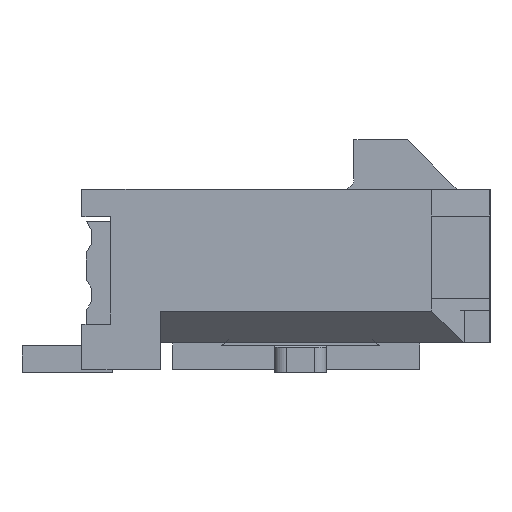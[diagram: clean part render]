
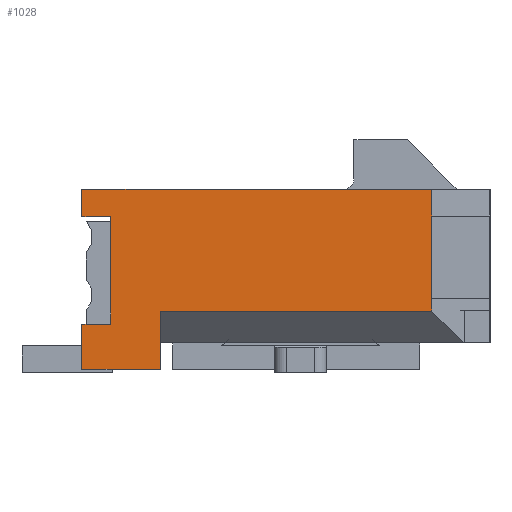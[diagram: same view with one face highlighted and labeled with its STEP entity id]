
A CAD part, left-side view. The second image highlights one B-rep face of the part: STEP entity #1028.
In plain terms, the highlighted planar face has unit normal (-1, 0, 0).
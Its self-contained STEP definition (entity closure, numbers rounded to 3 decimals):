
#1028 = ADVANCED_FACE( '', ( #1993 ), #1994, .T. );
#1993 = FACE_OUTER_BOUND( '', #2915, .T. );
#1994 = PLANE( '', #2916 );
#2915 = EDGE_LOOP( '', ( #5746, #5747, #5748, #5749, #5750, #5751, #5752, #5753, #5754, #5755, #5756, #5757 ) );
#2916 = AXIS2_PLACEMENT_3D( '', #5758, #5759, #5760 );
#5746 = ORIENTED_EDGE( '', *, *, #6777, .T. );
#5747 = ORIENTED_EDGE( '', *, *, #5890, .T. );
#5748 = ORIENTED_EDGE( '', *, *, #6586, .T. );
#5749 = ORIENTED_EDGE( '', *, *, #6889, .T. );
#5750 = ORIENTED_EDGE( '', *, *, #6766, .F. );
#5751 = ORIENTED_EDGE( '', *, *, #6536, .T. );
#5752 = ORIENTED_EDGE( '', *, *, #6907, .F. );
#5753 = ORIENTED_EDGE( '', *, *, #6785, .F. );
#5754 = ORIENTED_EDGE( '', *, *, #5990, .F. );
#5755 = ORIENTED_EDGE( '', *, *, #6843, .T. );
#5756 = ORIENTED_EDGE( '', *, *, #6597, .T. );
#5757 = ORIENTED_EDGE( '', *, *, #6699, .T. );
#5758 = CARTESIAN_POINT( '', ( -12.325, 0., 0. ) );
#5759 = DIRECTION( '', ( -1., 0., 0. ) );
#5760 = DIRECTION( '', ( 0., 0., 1. ) );
#5890 = EDGE_CURVE( '', #7095, #7100, #7102, .T. );
#5990 = EDGE_CURVE( '', #7274, #7275, #7276, .T. );
#6536 = EDGE_CURVE( '', #8131, #8129, #8132, .T. );
#6586 = EDGE_CURVE( '', #7100, #8197, #8198, .T. );
#6597 = EDGE_CURVE( '', #8215, #8213, #8216, .T. );
#6699 = EDGE_CURVE( '', #8213, #8346, #8348, .T. );
#6766 = EDGE_CURVE( '', #8131, #8430, #8431, .T. );
#6777 = EDGE_CURVE( '', #8346, #7095, #8443, .T. );
#6785 = EDGE_CURVE( '', #7275, #7824, #8451, .T. );
#6843 = EDGE_CURVE( '', #7274, #8215, #8518, .T. );
#6889 = EDGE_CURVE( '', #8197, #8430, #8567, .T. );
#6907 = EDGE_CURVE( '', #7824, #8129, #8585, .T. );
#7095 = VERTEX_POINT( '', #8846 );
#7100 = VERTEX_POINT( '', #8853 );
#7102 = LINE( '', #8856, #8857 );
#7274 = VERTEX_POINT( '', #9107 );
#7275 = VERTEX_POINT( '', #9108 );
#7276 = LINE( '', #9109, #9110 );
#7824 = VERTEX_POINT( '', #9927 );
#8129 = VERTEX_POINT( '', #10395 );
#8131 = VERTEX_POINT( '', #10398 );
#8132 = LINE( '', #10399, #10400 );
#8197 = VERTEX_POINT( '', #10497 );
#8198 = LINE( '', #10498, #10499 );
#8213 = VERTEX_POINT( '', #10520 );
#8215 = VERTEX_POINT( '', #10523 );
#8216 = LINE( '', #10524, #10525 );
#8346 = VERTEX_POINT( '', #10728 );
#8348 = LINE( '', #10731, #10732 );
#8430 = VERTEX_POINT( '', #10855 );
#8431 = LINE( '', #10856, #10857 );
#8443 = LINE( '', #10875, #10876 );
#8451 = LINE( '', #10887, #10888 );
#8518 = LINE( '', #10990, #10991 );
#8567 = LINE( '', #11058, #11059 );
#8585 = LINE( '', #11083, #11084 );
#8846 = CARTESIAN_POINT( '', ( -12.325, 4.25, -1.085 ) );
#8853 = CARTESIAN_POINT( '', ( -12.325, 4.95, -1.085 ) );
#8856 = CARTESIAN_POINT( '', ( -12.325, 0., -1.085 ) );
#8857 = VECTOR( '', #11199, 1000. );
#9107 = CARTESIAN_POINT( '', ( -12.325, -3.536, 2.185 ) );
#9108 = CARTESIAN_POINT( '', ( -12.325, -3.536, 1.535 ) );
#9109 = CARTESIAN_POINT( '', ( -12.325, -3.536, 0. ) );
#9110 = VECTOR( '', #11287, 1000. );
#9927 = CARTESIAN_POINT( '', ( -12.325, -3.536, -0.465 ) );
#10395 = CARTESIAN_POINT( '', ( -12.325, -3.536, -0.771 ) );
#10398 = CARTESIAN_POINT( '', ( -12.325, 3.05, -0.771 ) );
#10399 = CARTESIAN_POINT( '', ( -12.325, 3.05, -0.771 ) );
#10400 = VECTOR( '', #11736, 1000. );
#10497 = CARTESIAN_POINT( '', ( -12.325, 4.95, -2.185 ) );
#10498 = CARTESIAN_POINT( '', ( -12.325, 4.95, 2.185 ) );
#10499 = VECTOR( '', #11769, 1000. );
#10520 = CARTESIAN_POINT( '', ( -12.325, 4.95, 1.515 ) );
#10523 = CARTESIAN_POINT( '', ( -12.325, 4.95, 2.185 ) );
#10524 = CARTESIAN_POINT( '', ( -12.325, 4.95, 2.185 ) );
#10525 = VECTOR( '', #11777, 1000. );
#10728 = CARTESIAN_POINT( '', ( -12.325, 4.25, 1.515 ) );
#10731 = CARTESIAN_POINT( '', ( -12.325, 0., 1.515 ) );
#10732 = VECTOR( '', #11855, 1000. );
#10855 = CARTESIAN_POINT( '', ( -12.325, 3.05, -2.185 ) );
#10856 = CARTESIAN_POINT( '', ( -12.325, 3.05, -2.185 ) );
#10857 = VECTOR( '', #11897, 1000. );
#10875 = CARTESIAN_POINT( '', ( -12.325, 4.25, 0. ) );
#10876 = VECTOR( '', #11904, 1000. );
#10887 = CARTESIAN_POINT( '', ( -12.325, -3.536, 1.535 ) );
#10888 = VECTOR( '', #11908, 1000. );
#10990 = CARTESIAN_POINT( '', ( -12.325, -4.95, 2.185 ) );
#10991 = VECTOR( '', #11944, 1000. );
#11058 = CARTESIAN_POINT( '', ( -12.325, 4.95, -2.185 ) );
#11059 = VECTOR( '', #11963, 1000. );
#11083 = CARTESIAN_POINT( '', ( -12.325, -3.536, 0. ) );
#11084 = VECTOR( '', #11970, 1000. );
#11199 = DIRECTION( '', ( 0., 1., 0. ) );
#11287 = DIRECTION( '', ( 0., 0., -1. ) );
#11736 = DIRECTION( '', ( 0., -1., 0. ) );
#11769 = DIRECTION( '', ( 0., 0., -1. ) );
#11777 = DIRECTION( '', ( 0., 0., -1. ) );
#11855 = DIRECTION( '', ( 0., -1., 0. ) );
#11897 = DIRECTION( '', ( 0., 0., -1. ) );
#11904 = DIRECTION( '', ( 0., 0., -1. ) );
#11908 = DIRECTION( '', ( 0., 0., -1. ) );
#11944 = DIRECTION( '', ( 0., 1., 0. ) );
#11963 = DIRECTION( '', ( 0., -1., 0. ) );
#11970 = DIRECTION( '', ( 0., 0., -1. ) );
